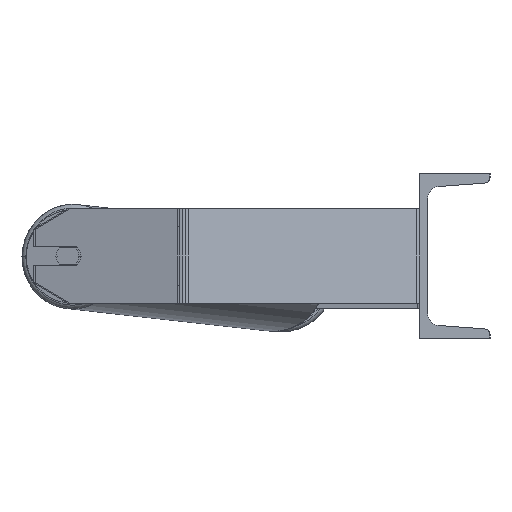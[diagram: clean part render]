
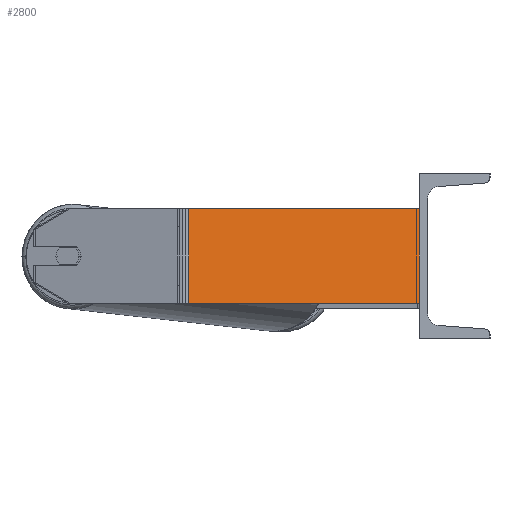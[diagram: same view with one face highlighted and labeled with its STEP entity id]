
A CAD part, left-side view. The second image highlights one B-rep face of the part: STEP entity #2800.
In plain terms, the highlighted planar face has unit normal (-0.94, -0.342, 0).
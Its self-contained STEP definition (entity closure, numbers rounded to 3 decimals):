
#180 = CARTESIAN_POINT ( 'NONE',  ( -985., 0., 40. ) ) ;
#235 = DIRECTION ( 'NONE',  ( 0., 0., -1. ) ) ;
#862 = VERTEX_POINT ( 'NONE', #6452 ) ;
#986 = ORIENTED_EDGE ( 'NONE', *, *, #5894, .T. ) ;
#1124 = CARTESIAN_POINT ( 'NONE',  ( -1058.031, 200.65, -40. ) ) ;
#1745 = LINE ( 'NONE', #180, #6605 ) ;
#1874 = CARTESIAN_POINT ( 'NONE',  ( -1058.031, 200.65, 40. ) ) ;
#1879 = LINE ( 'NONE', #1124, #3514 ) ;
#2032 = ORIENTED_EDGE ( 'NONE', *, *, #4386, .T. ) ;
#2384 = DIRECTION ( 'NONE',  ( 0.94, 0.342, 0. ) ) ;
#2537 = LINE ( 'NONE', #5344, #3063 ) ;
#2790 = CARTESIAN_POINT ( 'NONE',  ( -985., 0., -40. ) ) ;
#2800 = ADVANCED_FACE ( 'NONE', ( #7442 ), #3757, .F. ) ;
#3036 = ORIENTED_EDGE ( 'NONE', *, *, #7926, .F. ) ;
#3063 = VECTOR ( 'NONE', #8165, 1000. ) ;
#3317 = DIRECTION ( 'NONE',  ( 0.342, -0.94, 0. ) ) ;
#3514 = VECTOR ( 'NONE', #3317, 1000. ) ;
#3753 = AXIS2_PLACEMENT_3D ( 'NONE', #7969, #2384, #5189 ) ;
#3757 = PLANE ( 'NONE',  #3753 ) ;
#4227 = VECTOR ( 'NONE', #8967, 1000. ) ;
#4386 = EDGE_CURVE ( 'NONE', #6681, #6507, #1879, .T. ) ;
#5189 = DIRECTION ( 'NONE',  ( -0.342, 0.94, 0. ) ) ;
#5344 = CARTESIAN_POINT ( 'NONE',  ( -1056.305, 195.91, 40. ) ) ;
#5710 = EDGE_LOOP ( 'NONE', ( #2032, #3036, #7981, #986 ) ) ;
#5894 = EDGE_CURVE ( 'NONE', #862, #6681, #2537, .T. ) ;
#6274 = CARTESIAN_POINT ( 'NONE',  ( -1056.305, 195.91, -40. ) ) ;
#6452 = CARTESIAN_POINT ( 'NONE',  ( -1056.305, 195.91, 40. ) ) ;
#6507 = VERTEX_POINT ( 'NONE', #2790 ) ;
#6605 = VECTOR ( 'NONE', #235, 1000. ) ;
#6681 = VERTEX_POINT ( 'NONE', #6274 ) ;
#6904 = VERTEX_POINT ( 'NONE', #8917 ) ;
#7442 = FACE_OUTER_BOUND ( 'NONE', #5710, .T. ) ;
#7579 = EDGE_CURVE ( 'NONE', #862, #6904, #8334, .T. ) ;
#7926 = EDGE_CURVE ( 'NONE', #6904, #6507, #1745, .T. ) ;
#7969 = CARTESIAN_POINT ( 'NONE',  ( -1058.031, 200.65, 40. ) ) ;
#7981 = ORIENTED_EDGE ( 'NONE', *, *, #7579, .F. ) ;
#8165 = DIRECTION ( 'NONE',  ( 0., 0., -1. ) ) ;
#8334 = LINE ( 'NONE', #1874, #4227 ) ;
#8917 = CARTESIAN_POINT ( 'NONE',  ( -985., 0., 40. ) ) ;
#8967 = DIRECTION ( 'NONE',  ( 0.342, -0.94, 0. ) ) ;
